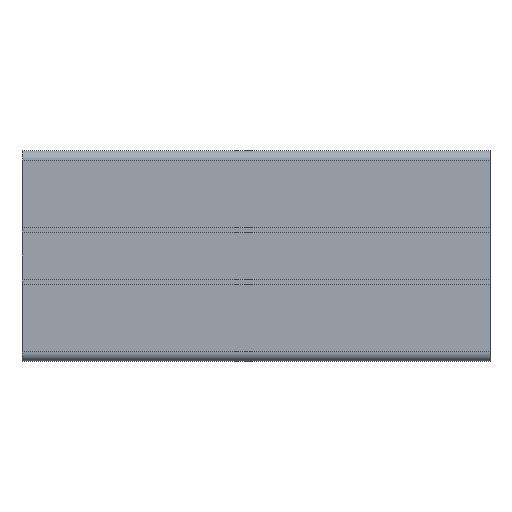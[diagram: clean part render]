
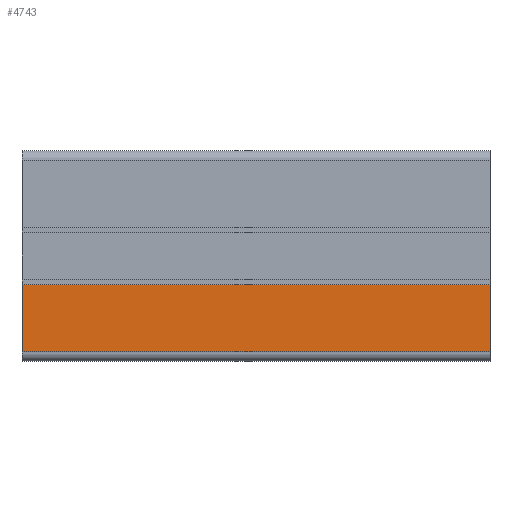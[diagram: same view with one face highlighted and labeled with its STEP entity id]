
A CAD part, left-side view. The second image highlights one B-rep face of the part: STEP entity #4743.
In plain terms, the highlighted planar face has unit normal (-1, 0, 0).
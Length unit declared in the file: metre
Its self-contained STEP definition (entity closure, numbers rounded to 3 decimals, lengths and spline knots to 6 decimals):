
#367=FACE_OUTER_BOUND('',#601,.T.);
#601=EDGE_LOOP('',(#3695,#3696,#3697,#3698));
#1123=LINE('',#7503,#1707);
#1124=LINE('',#7506,#1708);
#1125=LINE('',#7508,#1709);
#1126=LINE('',#7509,#1710);
#1707=VECTOR('',#6118,0.1);
#1708=VECTOR('',#6121,0.0144);
#1709=VECTOR('',#6122,0.0144);
#1710=VECTOR('',#6123,0.1);
#2191=VERTEX_POINT('',#7499);
#2192=VERTEX_POINT('',#7501);
#2193=VERTEX_POINT('',#7505);
#2194=VERTEX_POINT('',#7507);
#2827=EDGE_CURVE('',#2192,#2191,#1123,.T.);
#2828=EDGE_CURVE('',#2193,#2191,#1124,.T.);
#2829=EDGE_CURVE('',#2194,#2192,#1125,.T.);
#2830=EDGE_CURVE('',#2194,#2193,#1126,.T.);
#3695=ORIENTED_EDGE('',*,*,#2828,.T.);
#3696=ORIENTED_EDGE('',*,*,#2827,.F.);
#3697=ORIENTED_EDGE('',*,*,#2829,.F.);
#3698=ORIENTED_EDGE('',*,*,#2830,.T.);
#4529=PLANE('',#5072);
#4743=ADVANCED_FACE('',(#367),#4529,.F.);
#5072=AXIS2_PLACEMENT_3D('',#7504,#6119,#6120);
#6118=DIRECTION('',(0.,1.,0.));
#6119=DIRECTION('center_axis',(1.,0.,0.));
#6120=DIRECTION('ref_axis',(0.,0.,-1.));
#6121=DIRECTION('',(0.,0.,-1.));
#6122=DIRECTION('',(0.,0.,-1.));
#6123=DIRECTION('',(0.,1.,0.));
#7499=CARTESIAN_POINT('',(0.001414,0.126156,0.101871));
#7501=CARTESIAN_POINT('',(0.001414,0.026156,0.101871));
#7503=CARTESIAN_POINT('',(0.001414,0.026156,0.101871));
#7504=CARTESIAN_POINT('Origin',(0.001414,-0.873844,
0.101871));
#7505=CARTESIAN_POINT('',(0.001414,0.126156,0.116271));
#7506=CARTESIAN_POINT('',(0.001414,0.126156,0.116271));
#7507=CARTESIAN_POINT('',(0.001414,0.026156,0.116271));
#7508=CARTESIAN_POINT('',(0.001414,0.026156,0.116271));
#7509=CARTESIAN_POINT('',(0.001414,0.026156,0.116271));
